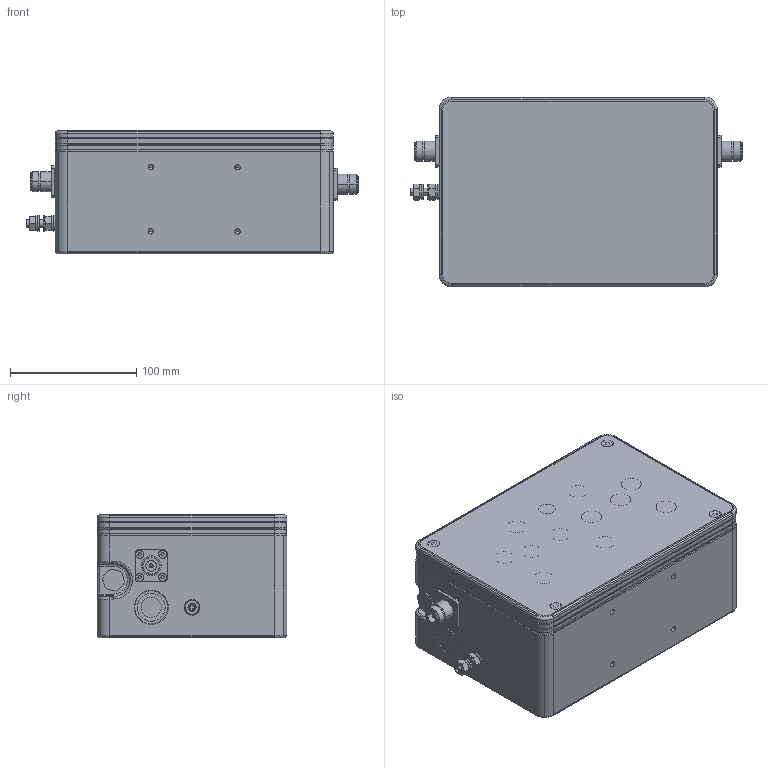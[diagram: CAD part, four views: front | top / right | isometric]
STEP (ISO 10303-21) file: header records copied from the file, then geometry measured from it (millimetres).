
FILE_DESCRIPTION (( 'STEP AP214' ), '1' );
FILE_NAME ('RRF-ACE-220-NFF.STEP', '2019-07-30T17:56:24', ( '' ), ( '' ), 'SwSTEP 2.0', 'SolidWorks 2019', '' );
FILE_SCHEMA (( 'AUTOMOTIVE_DESIGN' ));
Length unit declared in the file: inch
Products named in the file (49): R57-0308104.stp; R75-2649.stp; R79-0455.stp; R57-0635G03.stp; R57-0416104.stp; BF9003V01A.stp; R58-0600100.stp; R29-0895.stp; R59-0600102.stp; R98-3221.stp; R75-1489.stp; R04-0788-FPC1.stp; R75-2652.stp; R59-0600101.stp; R92-0097.stp; R75-2653.stp; R02-2190-PP1.stp; RRF-ACE-220-NFF
Assembly tree (33 placements, depth 4):
  R57-0308104.stp
  R75-2649.stp
  R57-0416104.stp
  R57-0308104.stp
  R29-0895.stp
Bounding box: 262.5 x 150 x 97.7 mm (x, y, z)
Volume: 1438162 mm3; surface area: 456886.1 mm2
Topology: 32 solids, 32 shells, 1934 faces, 4816 edges, 2960 vertices
Faces by surface type: cylinder 1093, plane 413, cone 277, torus 147, bspline 4
Entity records: 50821 total; most frequent: CARTESIAN_POINT 11218, DIRECTION 8546, ORIENTED_EDGE 7558, EDGE_CURVE 3779, AXIS2_PLACEMENT_3D 3491, VERTEX_POINT 2384, CIRCLE 1872, EDGE_LOOP 1811
